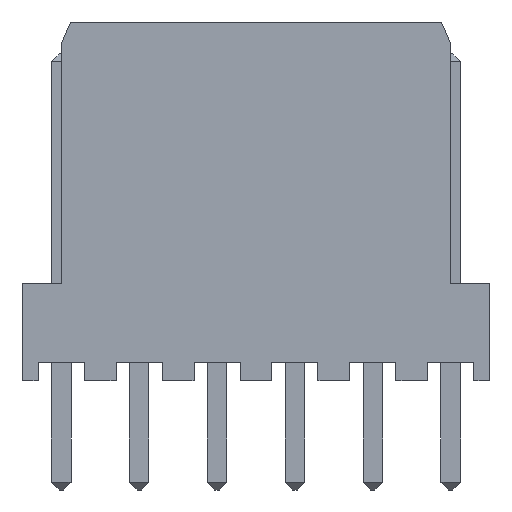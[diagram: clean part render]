
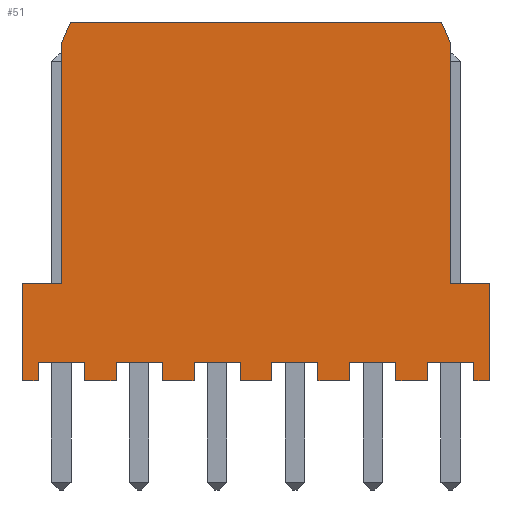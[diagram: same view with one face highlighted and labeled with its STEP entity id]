
A CAD part, front view. The second image highlights one B-rep face of the part: STEP entity #51.
In plain terms, the highlighted planar face has unit normal (0, -1, 0).
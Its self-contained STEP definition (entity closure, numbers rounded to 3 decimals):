
#13=DIRECTION('',(0.,0.,1.));
#21=EDGE_CURVE('',#22,#24,#26,.T.);
#22=VERTEX_POINT('',#23);
#23=CARTESIAN_POINT('',(0.3,-2.9,11.7));
#24=VERTEX_POINT('',#25);
#25=CARTESIAN_POINT('',(12.4,-2.9,11.7));
#26=LINE('',#27,#28);
#27=CARTESIAN_POINT('',(6.35,-2.9,11.7));
#28=VECTOR('',#29,1.);
#29=DIRECTION('',(1.,0.,0.));
#51=ADVANCED_FACE('',(#52),#220,.T.);
#52=FACE_BOUND('',#53,.T.);
#53=EDGE_LOOP('',(#54,#61,#67,#74,#79,#83,#88,#93,#98,#102,#107,#112,#117,#121,#126,#131,#136,#140,#145,#150,#155,#159,#164,#169,#174,#178,#183,#189,#194,#200,#201,#209,#214,#217));
#54=ORIENTED_EDGE('',*,*,#55,.T.);
#55=EDGE_CURVE('',#56,#58,#60,.T.);
#56=VERTEX_POINT('',#57);
#57=CARTESIAN_POINT('',(-1.27,-2.9,0.));
#58=VERTEX_POINT('',#59);
#59=CARTESIAN_POINT('',(-0.75,-2.9,0.));
#60=LINE('',#57,#28);
#61=ORIENTED_EDGE('',*,*,#62,.T.);
#62=EDGE_CURVE('',#58,#63,#65,.T.);
#63=VERTEX_POINT('',#64);
#64=CARTESIAN_POINT('',(-0.75,-2.9,0.6));
#65=LINE('',#59,#66);
#66=VECTOR('',#13,1.);
#67=ORIENTED_EDGE('',*,*,#68,.F.);
#68=EDGE_CURVE('',#69,#63,#71,.T.);
#69=VERTEX_POINT('',#70);
#70=CARTESIAN_POINT('',(0.75,-2.9,0.6));
#71=LINE('',#70,#72);
#72=VECTOR('',#73,1.);
#73=DIRECTION('',(-1.,0.,0.));
#74=ORIENTED_EDGE('',*,*,#75,.F.);
#75=EDGE_CURVE('',#76,#69,#78,.T.);
#76=VERTEX_POINT('',#77);
#77=CARTESIAN_POINT('',(0.75,-2.9,0.));
#78=LINE('',#77,#66);
#79=ORIENTED_EDGE('',*,*,#80,.T.);
#80=EDGE_CURVE('',#76,#81,#60,.T.);
#81=VERTEX_POINT('',#82);
#82=CARTESIAN_POINT('',(1.79,-2.9,0.));
#83=ORIENTED_EDGE('',*,*,#84,.T.);
#84=EDGE_CURVE('',#81,#85,#87,.T.);
#85=VERTEX_POINT('',#86);
#86=CARTESIAN_POINT('',(1.79,-2.9,0.6));
#87=LINE('',#82,#66);
#88=ORIENTED_EDGE('',*,*,#89,.F.);
#89=EDGE_CURVE('',#90,#85,#92,.T.);
#90=VERTEX_POINT('',#91);
#91=CARTESIAN_POINT('',(3.29,-2.9,0.6));
#92=LINE('',#91,#72);
#93=ORIENTED_EDGE('',*,*,#94,.F.);
#94=EDGE_CURVE('',#95,#90,#97,.T.);
#95=VERTEX_POINT('',#96);
#96=CARTESIAN_POINT('',(3.29,-2.9,0.));
#97=LINE('',#96,#66);
#98=ORIENTED_EDGE('',*,*,#99,.T.);
#99=EDGE_CURVE('',#95,#100,#60,.T.);
#100=VERTEX_POINT('',#101);
#101=CARTESIAN_POINT('',(4.33,-2.9,0.));
#102=ORIENTED_EDGE('',*,*,#103,.T.);
#103=EDGE_CURVE('',#100,#104,#106,.T.);
#104=VERTEX_POINT('',#105);
#105=CARTESIAN_POINT('',(4.33,-2.9,0.6));
#106=LINE('',#101,#66);
#107=ORIENTED_EDGE('',*,*,#108,.F.);
#108=EDGE_CURVE('',#109,#104,#111,.T.);
#109=VERTEX_POINT('',#110);
#110=CARTESIAN_POINT('',(5.83,-2.9,0.6));
#111=LINE('',#110,#72);
#112=ORIENTED_EDGE('',*,*,#113,.F.);
#113=EDGE_CURVE('',#114,#109,#116,.T.);
#114=VERTEX_POINT('',#115);
#115=CARTESIAN_POINT('',(5.83,-2.9,0.));
#116=LINE('',#115,#66);
#117=ORIENTED_EDGE('',*,*,#118,.T.);
#118=EDGE_CURVE('',#114,#119,#60,.T.);
#119=VERTEX_POINT('',#120);
#120=CARTESIAN_POINT('',(6.87,-2.9,0.));
#121=ORIENTED_EDGE('',*,*,#122,.T.);
#122=EDGE_CURVE('',#119,#123,#125,.T.);
#123=VERTEX_POINT('',#124);
#124=CARTESIAN_POINT('',(6.87,-2.9,0.6));
#125=LINE('',#120,#66);
#126=ORIENTED_EDGE('',*,*,#127,.F.);
#127=EDGE_CURVE('',#128,#123,#130,.T.);
#128=VERTEX_POINT('',#129);
#129=CARTESIAN_POINT('',(8.37,-2.9,0.6));
#130=LINE('',#129,#72);
#131=ORIENTED_EDGE('',*,*,#132,.F.);
#132=EDGE_CURVE('',#133,#128,#135,.T.);
#133=VERTEX_POINT('',#134);
#134=CARTESIAN_POINT('',(8.37,-2.9,0.));
#135=LINE('',#134,#66);
#136=ORIENTED_EDGE('',*,*,#137,.T.);
#137=EDGE_CURVE('',#133,#138,#60,.T.);
#138=VERTEX_POINT('',#139);
#139=CARTESIAN_POINT('',(9.41,-2.9,0.));
#140=ORIENTED_EDGE('',*,*,#141,.T.);
#141=EDGE_CURVE('',#138,#142,#144,.T.);
#142=VERTEX_POINT('',#143);
#143=CARTESIAN_POINT('',(9.41,-2.9,0.6));
#144=LINE('',#139,#66);
#145=ORIENTED_EDGE('',*,*,#146,.F.);
#146=EDGE_CURVE('',#147,#142,#149,.T.);
#147=VERTEX_POINT('',#148);
#148=CARTESIAN_POINT('',(10.91,-2.9,0.6));
#149=LINE('',#148,#72);
#150=ORIENTED_EDGE('',*,*,#151,.F.);
#151=EDGE_CURVE('',#152,#147,#154,.T.);
#152=VERTEX_POINT('',#153);
#153=CARTESIAN_POINT('',(10.91,-2.9,0.));
#154=LINE('',#153,#66);
#155=ORIENTED_EDGE('',*,*,#156,.T.);
#156=EDGE_CURVE('',#152,#157,#60,.T.);
#157=VERTEX_POINT('',#158);
#158=CARTESIAN_POINT('',(11.95,-2.9,0.));
#159=ORIENTED_EDGE('',*,*,#160,.T.);
#160=EDGE_CURVE('',#157,#161,#163,.T.);
#161=VERTEX_POINT('',#162);
#162=CARTESIAN_POINT('',(11.95,-2.9,0.6));
#163=LINE('',#158,#66);
#164=ORIENTED_EDGE('',*,*,#165,.F.);
#165=EDGE_CURVE('',#166,#161,#168,.T.);
#166=VERTEX_POINT('',#167);
#167=CARTESIAN_POINT('',(13.45,-2.9,0.6));
#168=LINE('',#167,#72);
#169=ORIENTED_EDGE('',*,*,#170,.F.);
#170=EDGE_CURVE('',#171,#166,#173,.T.);
#171=VERTEX_POINT('',#172);
#172=CARTESIAN_POINT('',(13.45,-2.9,0.));
#173=LINE('',#172,#66);
#174=ORIENTED_EDGE('',*,*,#175,.T.);
#175=EDGE_CURVE('',#171,#176,#60,.T.);
#176=VERTEX_POINT('',#177);
#177=CARTESIAN_POINT('',(13.97,-2.9,0.));
#178=ORIENTED_EDGE('',*,*,#179,.T.);
#179=EDGE_CURVE('',#176,#180,#182,.T.);
#180=VERTEX_POINT('',#181);
#181=CARTESIAN_POINT('',(13.97,-2.9,3.17));
#182=LINE('',#177,#66);
#183=ORIENTED_EDGE('',*,*,#184,.F.);
#184=EDGE_CURVE('',#185,#180,#187,.T.);
#185=VERTEX_POINT('',#186);
#186=CARTESIAN_POINT('',(12.7,-2.9,3.17));
#187=LINE('',#188,#28);
#188=CARTESIAN_POINT('',(-1.27,-2.9,3.17));
#189=ORIENTED_EDGE('',*,*,#190,.T.);
#190=EDGE_CURVE('',#185,#191,#193,.T.);
#191=VERTEX_POINT('',#192);
#192=CARTESIAN_POINT('',(12.7,-2.9,11.));
#193=LINE('',#186,#66);
#194=ORIENTED_EDGE('',*,*,#195,.F.);
#195=EDGE_CURVE('',#24,#191,#196,.T.);
#196=LINE('',#197,#198);
#197=CARTESIAN_POINT('',(13.55,-2.9,9.017));
#198=VECTOR('',#199,1.);
#199=DIRECTION('',(0.394,0.,-0.919));
#200=ORIENTED_EDGE('',*,*,#21,.F.);
#201=ORIENTED_EDGE('',*,*,#202,.T.);
#202=EDGE_CURVE('',#22,#203,#205,.T.);
#203=VERTEX_POINT('',#204);
#204=CARTESIAN_POINT('',(0.,-2.9,11.));
#205=LINE('',#206,#207);
#206=CARTESIAN_POINT('',(-0.85,-2.9,9.017));
#207=VECTOR('',#208,1.);
#208=DIRECTION('',(-0.394,-0.,-0.919));
#209=ORIENTED_EDGE('',*,*,#210,.F.);
#210=EDGE_CURVE('',#211,#203,#213,.T.);
#211=VERTEX_POINT('',#212);
#212=CARTESIAN_POINT('',(0.,-2.9,3.17));
#213=LINE('',#212,#66);
#214=ORIENTED_EDGE('',*,*,#215,.F.);
#215=EDGE_CURVE('',#216,#211,#187,.T.);
#216=VERTEX_POINT('',#188);
#217=ORIENTED_EDGE('',*,*,#218,.F.);
#218=EDGE_CURVE('',#56,#216,#219,.T.);
#219=LINE('',#57,#66);
#220=PLANE('',#221);
#221=AXIS2_PLACEMENT_3D('',#222,#223,#224);
#222=CARTESIAN_POINT('',(6.35,-2.9,4.875));
#223=DIRECTION('',(0.,-1.,0.));
#224=DIRECTION('',(-1.,0.,0.));
